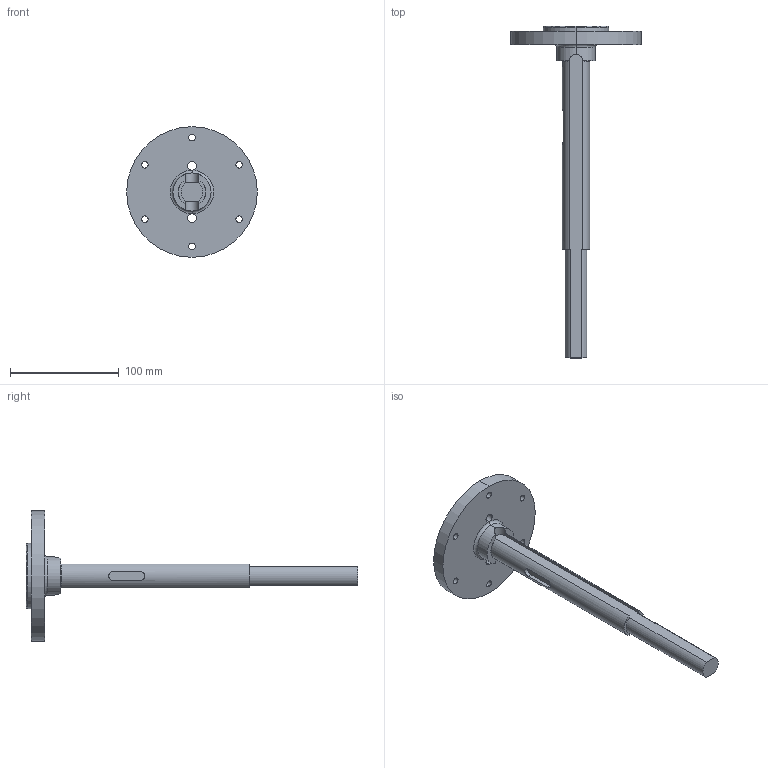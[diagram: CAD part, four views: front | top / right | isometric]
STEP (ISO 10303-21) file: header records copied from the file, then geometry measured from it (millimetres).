
FILE_DESCRIPTION (( 'STEP AP214' ), '1' );
FILE_NAME ('arbre.STEP', '2020-03-24T14:27:16', ( '' ), ( '' ), 'SwSTEP 2.0', 'SolidWorks 2019', '' );
FILE_SCHEMA (( 'AUTOMOTIVE_DESIGN' ));
Length unit declared in the file: millimetre
Products named in the file (1): arbre
Bounding box: 120 x 305 x 120 mm (x, y, z)
Volume: 258340.7 mm3; surface area: 52916.8 mm2
Topology: 1 solids, 1 shells, 67 faces, 164 edges, 104 vertices
Faces by surface type: cylinder 38, plane 21, torus 6, cone 2
Entity records: 2430 total; most frequent: CARTESIAN_POINT 506, DIRECTION 374, ORIENTED_EDGE 328, EDGE_CURVE 164, AXIS2_PLACEMENT_3D 152, VERTEX_POINT 104, EDGE_LOOP 88, CIRCLE 84
